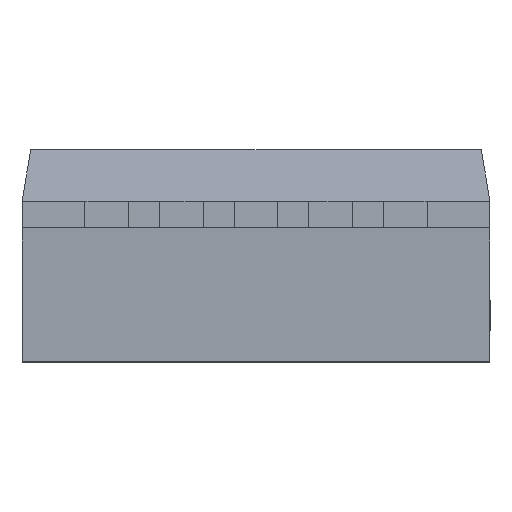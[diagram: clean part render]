
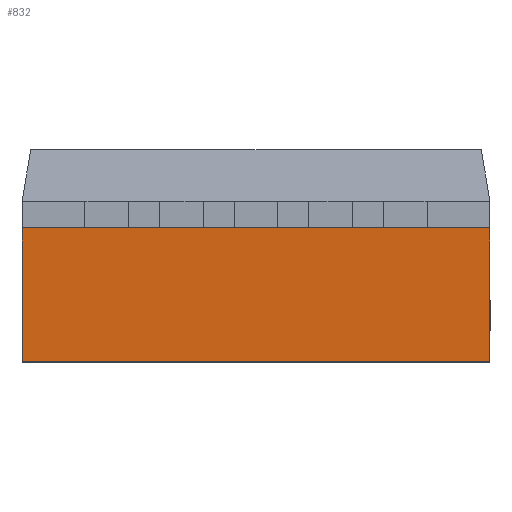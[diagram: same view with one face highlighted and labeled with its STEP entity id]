
A CAD part, front view. The second image highlights one B-rep face of the part: STEP entity #832.
In plain terms, the highlighted face is planar.
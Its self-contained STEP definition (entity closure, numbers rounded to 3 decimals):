
#10 = DIRECTION ( 'NONE',  ( 0., 0.998, 0.065 ) ) ;
#35 = EDGE_LOOP ( 'NONE', ( #375, #1320, #340, #185 ) ) ;
#82 = VERTEX_POINT ( 'NONE', #884 ) ;
#140 = CARTESIAN_POINT ( 'NONE',  ( 5.335, 3.05, 4.625 ) ) ;
#185 = ORIENTED_EDGE ( 'NONE', *, *, #1038, .T. ) ;
#275 = VECTOR ( 'NONE', #1010, 1000. ) ;
#340 = ORIENTED_EDGE ( 'NONE', *, *, #1136, .F. ) ;
#347 = DIRECTION ( 'NONE',  ( -1., 0., 0. ) ) ;
#357 = CARTESIAN_POINT ( 'NONE',  ( 5.335, 3.05, 4.625 ) ) ;
#375 = ORIENTED_EDGE ( 'NONE', *, *, #1407, .T. ) ;
#458 = LINE ( 'NONE', #490, #925 ) ;
#464 = CARTESIAN_POINT ( 'NONE',  ( 5.335, 3.05, 4.625 ) ) ;
#490 = CARTESIAN_POINT ( 'NONE',  ( 5.335, 0., 4.425 ) ) ;
#537 = CARTESIAN_POINT ( 'NONE',  ( -5.335, 3.05, 4.625 ) ) ;
#593 = PLANE ( 'NONE',  #1083 ) ;
#640 = CARTESIAN_POINT ( 'NONE',  ( 5.335, 3.05, 4.625 ) ) ;
#681 = VERTEX_POINT ( 'NONE', #140 ) ;
#683 = VERTEX_POINT ( 'NONE', #858 ) ;
#707 = DIRECTION ( 'NONE',  ( 0., 0.065, -0.998 ) ) ;
#738 = LINE ( 'NONE', #357, #1211 ) ;
#749 = EDGE_CURVE ( 'NONE', #1148, #82, #458, .T. ) ;
#825 = CARTESIAN_POINT ( 'NONE',  ( 5.335, 0., 4.425 ) ) ;
#832 = ADVANCED_FACE ( 'NONE', ( #1451 ), #593, .F. ) ;
#858 = CARTESIAN_POINT ( 'NONE',  ( -5.335, 3.05, 4.625 ) ) ;
#884 = CARTESIAN_POINT ( 'NONE',  ( -5.335, 0., 4.425 ) ) ;
#909 = LINE ( 'NONE', #537, #275 ) ;
#925 = VECTOR ( 'NONE', #347, 1000. ) ;
#936 = DIRECTION ( 'NONE',  ( 0., -0.998, -0.065 ) ) ;
#1010 = DIRECTION ( 'NONE',  ( 0., -0.998, -0.065 ) ) ;
#1038 = EDGE_CURVE ( 'NONE', #681, #683, #1197, .T. ) ;
#1083 = AXIS2_PLACEMENT_3D ( 'NONE', #464, #707, #10 ) ;
#1084 = DIRECTION ( 'NONE',  ( -1., 0., 0. ) ) ;
#1136 = EDGE_CURVE ( 'NONE', #681, #1148, #738, .T. ) ;
#1148 = VERTEX_POINT ( 'NONE', #825 ) ;
#1158 = VECTOR ( 'NONE', #1084, 1000. ) ;
#1197 = LINE ( 'NONE', #640, #1158 ) ;
#1211 = VECTOR ( 'NONE', #936, 1000. ) ;
#1320 = ORIENTED_EDGE ( 'NONE', *, *, #749, .F. ) ;
#1407 = EDGE_CURVE ( 'NONE', #683, #82, #909, .T. ) ;
#1451 = FACE_OUTER_BOUND ( 'NONE', #35, .T. ) ;
